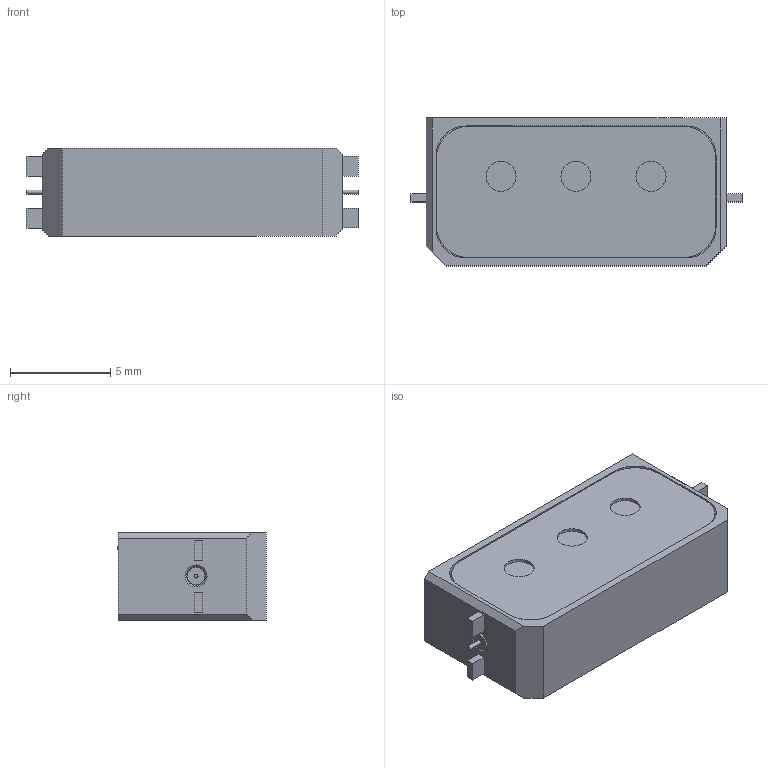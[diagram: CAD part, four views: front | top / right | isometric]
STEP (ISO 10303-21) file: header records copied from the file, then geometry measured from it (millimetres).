
FILE_DESCRIPTION(('STEP AP203'), '1');
FILE_NAME('ÍØÁÀ.434834.101_Ôèëüòð ÔÊÏ4-301-5,095-210', '', ('UNSPECIFIED'), ('UNSPECIFIED'), 'ASCON STEP Converter 1.6', 'ASCON Math Kernel', '');
FILE_SCHEMA(('CONFIG_CONTROL_DESIGN'));
Length unit declared in the file: millimetre
Products named in the file (1): НШБА.434834.101_Фильтр ФКП4-301-5,095-210
Bounding box: 16.6 x 7.4 x 4.4 mm (x, y, z)
Volume: 468.3 mm3; surface area: 627.2 mm2
Topology: 2 solids, 2 shells, 490 faces, 1282 edges, 854 vertices
Faces by surface type: plane 318, bspline 145, cylinder 25, cone 2
Full cylindrical faces by diameter (mm): 0.2 x2, 0.86 x2, 0.95 x2, 1.5 x3
Entity records: 32700 total; most frequent: CARTESIAN_POINT 17870, ORIENTED_EDGE 2542, DIRECTION 1602, EDGE_CURVE 1271, VERTEX_POINT 854, LINE 810, VECTOR 810, EDGE_LOOP 565
